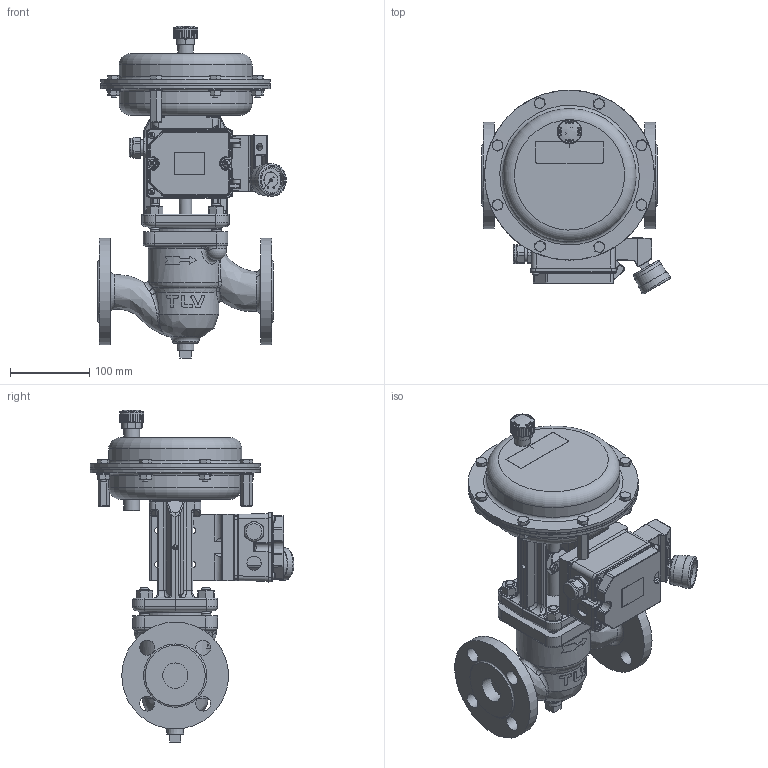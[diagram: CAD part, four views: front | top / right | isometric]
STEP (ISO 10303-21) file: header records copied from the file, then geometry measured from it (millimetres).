
FILE_DESCRIPTION(/* description */ (''),/* implementation_level */ '2;1');
FILE_NAME(/* name */ 'rct20-032-jis10-00.stp',/* time_stamp */ '2025-01-15T11:18:17+09:00',/* author */ ('nakaot'),/* organization */ (''),/* preprocessor_version */ 'ST-DEVELOPER v18.1',/* originating_system */ 'Autodesk Inventor 2022',/* authorisation */ '');
FILE_SCHEMA (('AUTOMOTIVE_DESIGN { 1 0 10303 214 3 1 1 }'));
Products named in the file (1): 32A-CT20_JIS10K_4022_Fix
Bounding box: 238.37 x 257.5 x 419.79 mm (x, y, z)
Volume: 4679385.9 mm3; surface area: 458964.8 mm2
Topology: 1 solids, 1 shells, 3284 faces, 8475 edges, 5276 vertices
Faces by surface type: plane 1201, cylinder 713, bspline 609, cone 531, torus 181, sphere 49
Full cylindrical faces by diameter (mm): 1 x1, 1.5 x4, 1.72 x2, 2 x2, 4 x2, 4.2 x1, 4.4 x2, 4.5 x4, 5 x1, 5.2 x1, 6.466 x14, 6.47 x2, 7.2 x2, 8 x3, 8.4 x1, 8.57 x1, 8.6 x4, 8.7 x2, 9.5 x2, 10.106 x2, 11.45 x1, 12 x12, 13 x8, 13.7 x1, 14 x6, 16 x1, 17 x8, 18.55 x1, 19 x8, 20 x3
Entity records: 135533 total; most frequent: CARTESIAN_POINT 56659, ORIENTED_EDGE 16870, DIRECTION 14793, EDGE_CURVE 8435, AXIS2_PLACEMENT_3D 5748, VERTEX_POINT 5276, EDGE_LOOP 3525, LINE 3297
